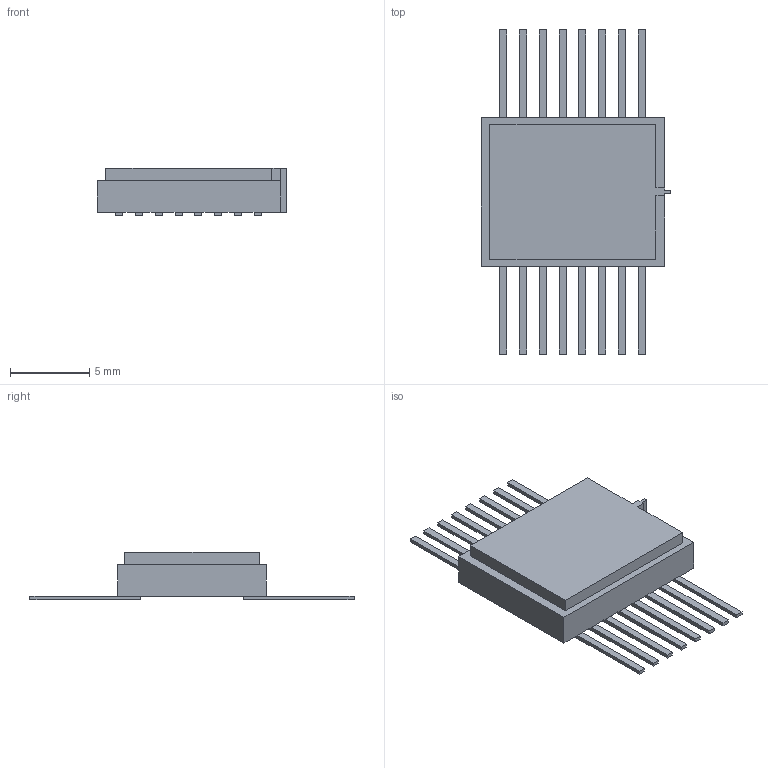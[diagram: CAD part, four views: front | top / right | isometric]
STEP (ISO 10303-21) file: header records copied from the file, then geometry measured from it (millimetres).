
FILE_DESCRIPTION(('STEP AP214'), '1');
FILE_NAME('25235(ÃàëüâÐàçâÿçêà)', '2019-03-22T12:56:16', ('Âîðîïàåâ'), (''), 'ASCON STEP Converter 1.3', 'ASCON Math Kernel', '');
FILE_SCHEMA(('AUTOMOTIVE_DESIGN { 1 0 10303 214 3 1 1}'));
Length unit declared in the file: millimetre
Bounding box: 12 x 20.5 x 3.03 mm (x, y, z)
Volume: 301.5 mm3; surface area: 470.5 mm2
Topology: 1 solids, 1 shells, 114 faces, 304 edges, 192 vertices
Faces by surface type: plane 114
Entity records: 4388 total; most frequent: CARTESIAN_POINT 611, ORIENTED_EDGE 608, DIRECTION 534, EDGE_CURVE 304, LINE 304, VECTOR 304, VERTEX_POINT 192, AXIS2_PLACEMENT_3D 115
